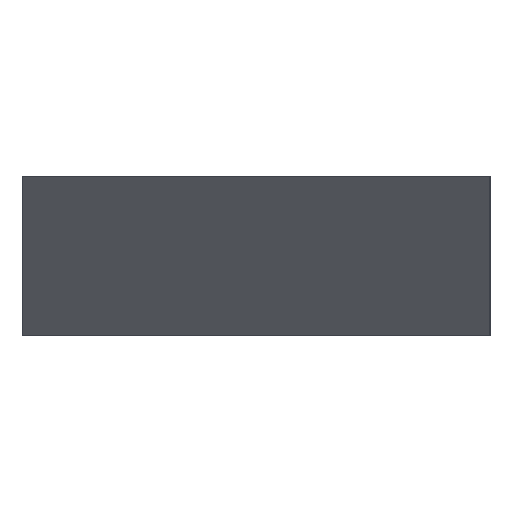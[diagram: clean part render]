
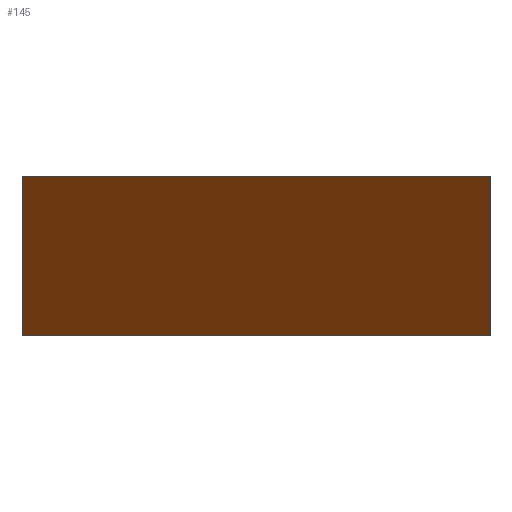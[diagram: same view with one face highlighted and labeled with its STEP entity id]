
A CAD part, left-side view. The second image highlights one B-rep face of the part: STEP entity #145.
In plain terms, the highlighted planar face has unit normal (-0.707, 0, -0.707).
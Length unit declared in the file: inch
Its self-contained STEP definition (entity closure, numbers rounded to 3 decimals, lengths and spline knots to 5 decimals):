
#25=FACE_OUTER_BOUND('',#33,.T.);
#33=EDGE_LOOP('',(#103,#104,#105,#106));
#45=LINE('',#223,#59);
#46=LINE('',#225,#60);
#47=LINE('',#227,#61);
#48=LINE('',#228,#62);
#59=VECTOR('',#183,0.3937);
#60=VECTOR('',#184,0.3937);
#61=VECTOR('',#185,0.3937);
#62=VECTOR('',#186,0.3937);
#73=VERTEX_POINT('',#221);
#74=VERTEX_POINT('',#222);
#75=VERTEX_POINT('',#224);
#76=VERTEX_POINT('',#226);
#85=EDGE_CURVE('',#73,#74,#45,.F.);
#86=EDGE_CURVE('',#74,#75,#46,.T.);
#87=EDGE_CURVE('',#76,#75,#47,.T.);
#88=EDGE_CURVE('',#73,#76,#48,.F.);
#103=ORIENTED_EDGE('',*,*,#85,.T.);
#104=ORIENTED_EDGE('',*,*,#86,.T.);
#105=ORIENTED_EDGE('',*,*,#87,.F.);
#106=ORIENTED_EDGE('',*,*,#88,.F.);
#139=PLANE('',#167);
#145=ADVANCED_FACE('',(#25),#139,.T.);
#167=AXIS2_PLACEMENT_3D('',#220,#181,#182);
#181=DIRECTION('center_axis',(-0.707,0.,-0.707));
#182=DIRECTION('ref_axis',(0.,-1.,0.));
#183=DIRECTION('',(0.,1.,0.));
#184=DIRECTION('',(-0.707,0.,0.707));
#185=DIRECTION('',(0.,-1.,0.));
#186=DIRECTION('',(0.707,0.,-0.707));
#220=CARTESIAN_POINT('Origin',(-0.0249,0.25,0.0249));
#221=CARTESIAN_POINT('',(0.,0.25,0.));
#222=CARTESIAN_POINT('',(0.,0.,0.));
#223=CARTESIAN_POINT('',(0.,0.1875,0.));
#224=CARTESIAN_POINT('',(-0.085,0.,0.085));
#225=CARTESIAN_POINT('',(-0.01245,0.,0.01245));
#226=CARTESIAN_POINT('',(-0.085,0.25,0.085));
#227=CARTESIAN_POINT('',(-0.085,0.25,0.085));
#228=CARTESIAN_POINT('',(0.3338,0.25,-0.3338));
